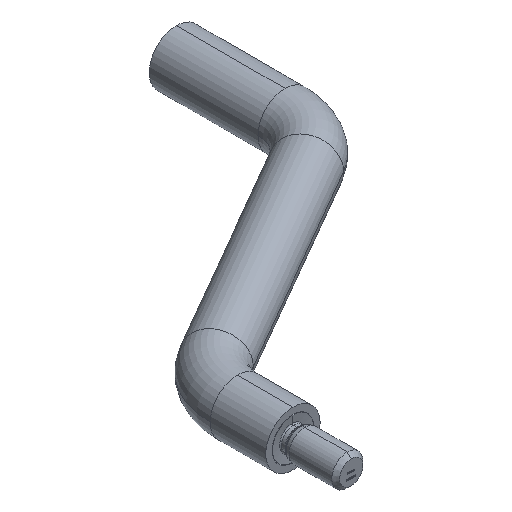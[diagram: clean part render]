
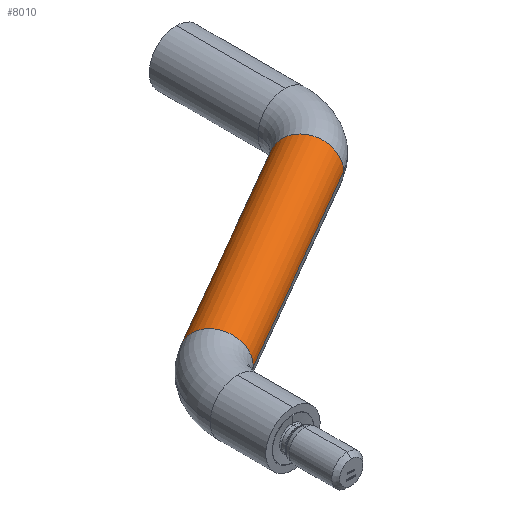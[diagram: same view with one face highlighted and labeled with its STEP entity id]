
A CAD part, isometric view. The second image highlights one B-rep face of the part: STEP entity #8010.
In plain terms, the highlighted cylindrical face has radius 7 mm (diameter 14 mm), a partial arc.
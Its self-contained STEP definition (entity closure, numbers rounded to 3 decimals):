
#753 = DIRECTION ( 'NONE',  ( 0., 0., 1. ) ) ;
#810 = DIRECTION ( 'NONE',  ( 0.866, 0.5, 0. ) ) ;
#954 = VERTEX_POINT ( 'NONE', #5960 ) ;
#1440 = CARTESIAN_POINT ( 'NONE',  ( 7.5, 27.255, 0. ) ) ;
#1461 = CIRCLE ( 'NONE', #4740, 7. ) ;
#1857 = EDGE_LOOP ( 'NONE', ( #2024, #4933, #4178, #13983 ) ) ;
#2024 = ORIENTED_EDGE ( 'NONE', *, *, #8055, .T. ) ;
#2406 = VERTEX_POINT ( 'NONE', #10739 ) ;
#2734 = CARTESIAN_POINT ( 'NONE',  ( 62.5, 59.01, 0. ) ) ;
#2820 = CARTESIAN_POINT ( 'NONE',  ( 11., 21.193, 0. ) ) ;
#3327 = VERTEX_POINT ( 'NONE', #6970 ) ;
#4178 = ORIENTED_EDGE ( 'NONE', *, *, #11331, .F. ) ;
#4563 = LINE ( 'NONE', #7251, #6138 ) ;
#4740 = AXIS2_PLACEMENT_3D ( 'NONE', #13052, #810, #753 ) ;
#4933 = ORIENTED_EDGE ( 'NONE', *, *, #9531, .T. ) ;
#5137 = DIRECTION ( 'NONE',  ( -0.5, 0.866, 0. ) ) ;
#5245 = DIRECTION ( 'NONE',  ( 0.866, 0.5, 0. ) ) ;
#5378 = VERTEX_POINT ( 'NONE', #11087 ) ;
#5960 = CARTESIAN_POINT ( 'NONE',  ( 59., 65.072, 0. ) ) ;
#6138 = VECTOR ( 'NONE', #14518, 1000. ) ;
#6970 = CARTESIAN_POINT ( 'NONE',  ( 11., 21.193, 0. ) ) ;
#7251 = CARTESIAN_POINT ( 'NONE',  ( 4., 33.318, 0. ) ) ;
#7483 = EDGE_CURVE ( 'NONE', #2406, #954, #4563, .T. ) ;
#8010 = ADVANCED_FACE ( 'NONE', ( #10130 ), #13794, .T. ) ;
#8055 = EDGE_CURVE ( 'NONE', #2406, #3327, #1461, .T. ) ;
#8894 = DIRECTION ( 'NONE',  ( 0.866, 0.5, 0. ) ) ;
#9531 = EDGE_CURVE ( 'NONE', #3327, #5378, #14147, .T. ) ;
#9687 = CIRCLE ( 'NONE', #14210, 7. ) ;
#10130 = FACE_OUTER_BOUND ( 'NONE', #1857, .T. ) ;
#10335 = DIRECTION ( 'NONE',  ( 0., 0., 1. ) ) ;
#10739 = CARTESIAN_POINT ( 'NONE',  ( 4., 33.318, 0. ) ) ;
#11087 = CARTESIAN_POINT ( 'NONE',  ( 66., 52.947, 0. ) ) ;
#11276 = VECTOR ( 'NONE', #8894, 1000. ) ;
#11331 = EDGE_CURVE ( 'NONE', #954, #5378, #9687, .T. ) ;
#13052 = CARTESIAN_POINT ( 'NONE',  ( 7.5, 27.255, 0. ) ) ;
#13794 = CYLINDRICAL_SURFACE ( 'NONE', #15250, 7. ) ;
#13983 = ORIENTED_EDGE ( 'NONE', *, *, #7483, .F. ) ;
#14147 = LINE ( 'NONE', #2820, #11276 ) ;
#14210 = AXIS2_PLACEMENT_3D ( 'NONE', #2734, #5245, #10335 ) ;
#14518 = DIRECTION ( 'NONE',  ( 0.866, 0.5, 0. ) ) ;
#14814 = DIRECTION ( 'NONE',  ( 0.866, 0.5, 0. ) ) ;
#15250 = AXIS2_PLACEMENT_3D ( 'NONE', #1440, #14814, #5137 ) ;
